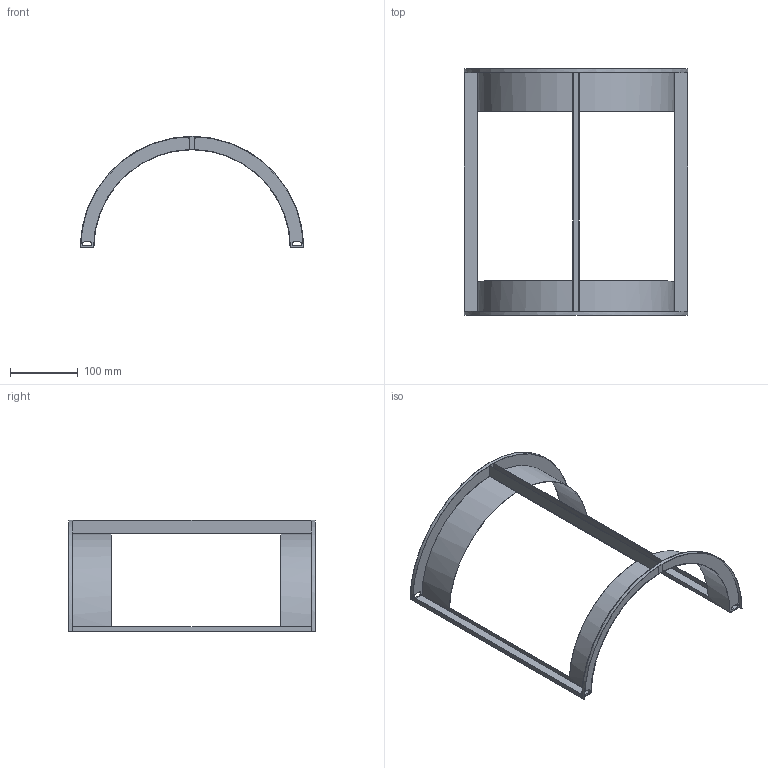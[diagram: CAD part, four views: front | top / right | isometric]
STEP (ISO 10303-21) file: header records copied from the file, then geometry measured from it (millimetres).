
FILE_DESCRIPTION(/* description */ (''),/* implementation_level */ '2;1');
FILE_NAME(/* name */ 'ePic-Frame_L2-Cilinder.v3-CARBONFIBRE.stp',/* time_stamp */ '2025-05-13T16:14:58+02:00',/* author */ (''),/* organization */ (''),/* preprocessor_version */ 'ST-DEVELOPER v19.4',/* originating_system */ 'SIEMENS PLM Software NX2306.5001',/* authorisation */ '');
FILE_SCHEMA (('AP203_CONFIGURATION_CONTROLLED_3D_DESIGN_OF_MECHANICAL_PARTS_AND_ASSEMBLIES_MIM_LF { 1 0 10303 403 2 1 2}'));
Length unit declared in the file: millimetre
Products named in the file (1): ePic-Frame_L2-Cilinder.v3_objects
Bounding box: 330 x 364 x 164.5 mm (x, y, z)
Volume: 53868 mm3; surface area: 217308.8 mm2
Topology: 1 solids, 1 shells, 53 faces, 148 edges, 96 vertices
Faces by surface type: plane 36, cylinder 17
Entity records: 1820 total; most frequent: CARTESIAN_POINT 310, DIRECTION 300, ORIENTED_EDGE 296, EDGE_CURVE 148, AXIS2_PLACEMENT_3D 102, LINE 96, VECTOR 96, VERTEX_POINT 96
